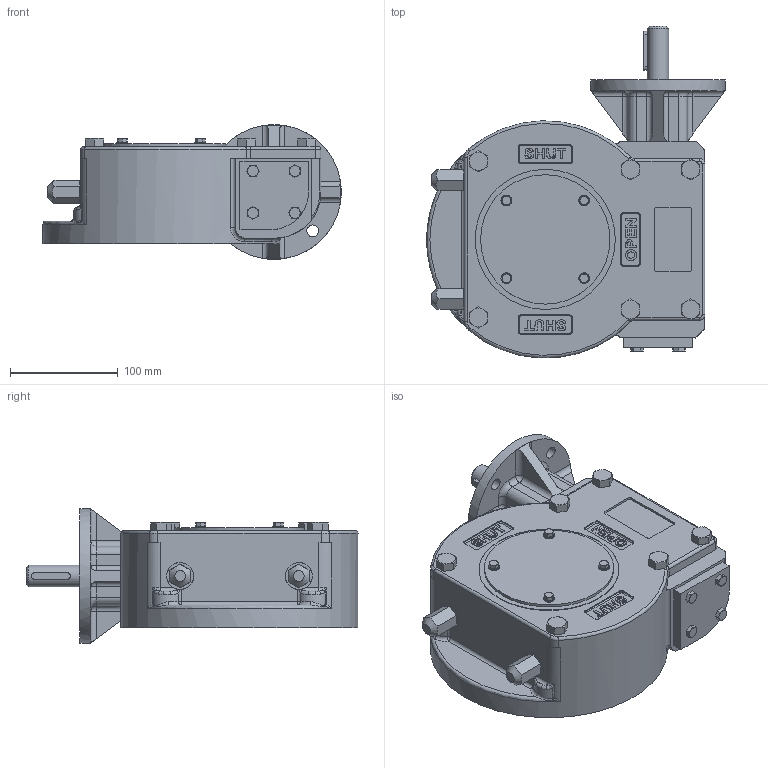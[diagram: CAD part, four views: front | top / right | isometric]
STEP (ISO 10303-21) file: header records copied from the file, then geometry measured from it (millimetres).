
FILE_DESCRIPTION( ( 'Unknown' ), '1' );
FILE_NAME( 'E 1250G BU L.stp', 'Unknown', ( 'Unknown' ), ( 'Unknown' ), 'XStep 1.0', 'Unknown', ' ' );
FILE_SCHEMA( ( 'automotive_design' ) );
Length unit declared in the file: millimetre
Products named in the file (1): 10DZ10M050M01
Bounding box: 277 x 307.93 x 125 mm (x, y, z)
Volume: 2958880.5 mm3; surface area: 417734.1 mm2
Topology: 1 solids, 38 shells, 1383 faces, 3539 edges, 2260 vertices
Faces by surface type: plane 542, cylinder 382, cone 206, torus 186, bspline 41, sphere 14, extrusion 12
Full cylindrical faces by diameter (mm): 3 x1, 4.134 x2, 5 x4, 6 x12, 7 x12, 8.376 x12, 10 x14, 10.106 x8, 10.2 x2, 11 x4, 12 x10, 17.294 x8, 20 x1, 24 x1, 25 x2, 26 x2, 30 x1, 70 x1, 82.1 x2, 85 x4, 95 x1, 120 x1, 125 x1, 130 x1, 220 x1
Entity records: 58237 total; most frequent: CARTESIAN_POINT 15874, ORIENTED_EDGE 6556, DIRECTION 6207, EDGE_CURVE 3278, AXIS2_PLACEMENT_3D 2548, VERTEX_POINT 2182, EDGE_LOOP 1635, FACE_OUTER_BOUND 1498
